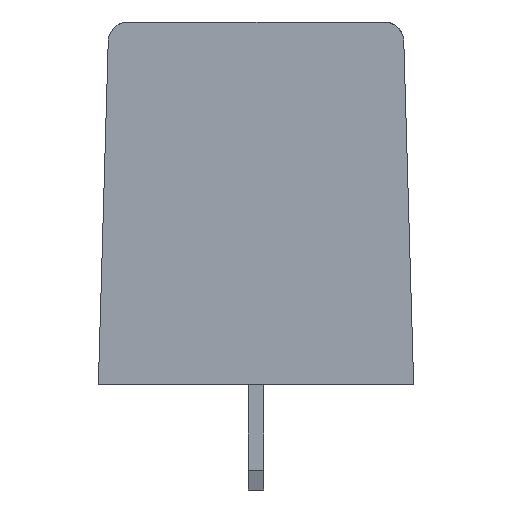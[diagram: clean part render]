
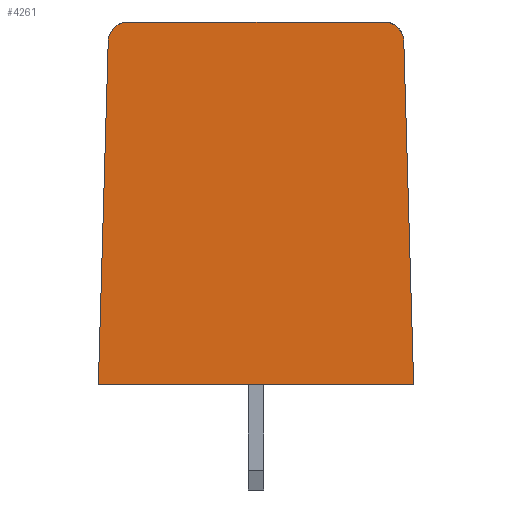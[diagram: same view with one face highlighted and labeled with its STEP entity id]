
A CAD part, left-side view. The second image highlights one B-rep face of the part: STEP entity #4261.
In plain terms, the highlighted planar face has unit normal (-1, 0, 0).
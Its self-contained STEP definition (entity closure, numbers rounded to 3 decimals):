
#4129 = VERTEX_POINT('',#4130);
#4130 = CARTESIAN_POINT('',(-0.625,6.5,18.4));
#4136 = EDGE_CURVE('',#4129,#4137,#4139,.T.);
#4137 = VERTEX_POINT('',#4138);
#4138 = CARTESIAN_POINT('',(-0.625,-6.5,18.4));
#4139 = LINE('',#4140,#4141);
#4140 = CARTESIAN_POINT('',(-0.625,8.,18.4));
#4141 = VECTOR('',#4142,1.);
#4142 = DIRECTION('',(0.,-1.,0.));
#4176 = VERTEX_POINT('',#4177);
#4177 = CARTESIAN_POINT('',(-0.625,7.5,17.429));
#4183 = EDGE_CURVE('',#4176,#4129,#4184,.T.);
#4184 = CIRCLE('',#4185,1.);
#4185 = AXIS2_PLACEMENT_3D('',#4186,#4187,#4188);
#4186 = CARTESIAN_POINT('',(-0.625,6.5,17.4));
#4187 = DIRECTION('',(1.,0.,0.));
#4188 = DIRECTION('',(0.,1.,0.));
#4242 = EDGE_CURVE('',#4137,#4243,#4245,.T.);
#4243 = VERTEX_POINT('',#4244);
#4244 = CARTESIAN_POINT('',(-0.625,-7.5,17.429));
#4245 = CIRCLE('',#4246,1.);
#4246 = AXIS2_PLACEMENT_3D('',#4247,#4248,#4249);
#4247 = CARTESIAN_POINT('',(-0.625,-6.5,17.4));
#4248 = DIRECTION('',(1.,0.,0.));
#4249 = DIRECTION('',(0.,1.,0.));
#4261 = ADVANCED_FACE('',(#4262),#4289,.T.);
#4262 = FACE_BOUND('',#4263,.T.);
#4263 = EDGE_LOOP('',(#4264,#4272,#4280,#4286,#4287,#4288));
#4264 = ORIENTED_EDGE('',*,*,#4265,.F.);
#4265 = EDGE_CURVE('',#4266,#4176,#4268,.T.);
#4266 = VERTEX_POINT('',#4267);
#4267 = CARTESIAN_POINT('',(-0.625,8.,0.));
#4268 = LINE('',#4269,#4270);
#4269 = CARTESIAN_POINT('',(-0.625,7.75,8.714));
#4270 = VECTOR('',#4271,1.);
#4271 = DIRECTION('',(0.,-0.029,1.));
#4272 = ORIENTED_EDGE('',*,*,#4273,.T.);
#4273 = EDGE_CURVE('',#4266,#4274,#4276,.T.);
#4274 = VERTEX_POINT('',#4275);
#4275 = CARTESIAN_POINT('',(-0.625,-8.,0.));
#4276 = LINE('',#4277,#4278);
#4277 = CARTESIAN_POINT('',(-0.625,8.,0.));
#4278 = VECTOR('',#4279,1.);
#4279 = DIRECTION('',(0.,-1.,0.));
#4280 = ORIENTED_EDGE('',*,*,#4281,.F.);
#4281 = EDGE_CURVE('',#4243,#4274,#4282,.T.);
#4282 = LINE('',#4283,#4284);
#4283 = CARTESIAN_POINT('',(-0.625,-7.993,0.229));
#4284 = VECTOR('',#4285,1.);
#4285 = DIRECTION('',(0.,-0.029,-1.));
#4286 = ORIENTED_EDGE('',*,*,#4242,.F.);
#4287 = ORIENTED_EDGE('',*,*,#4136,.F.);
#4288 = ORIENTED_EDGE('',*,*,#4183,.F.);
#4289 = PLANE('',#4290);
#4290 = AXIS2_PLACEMENT_3D('',#4291,#4292,#4293);
#4291 = CARTESIAN_POINT('',(-0.625,8.,0.));
#4292 = DIRECTION('',(-1.,0.,0.));
#4293 = DIRECTION('',(0.,0.,1.));
